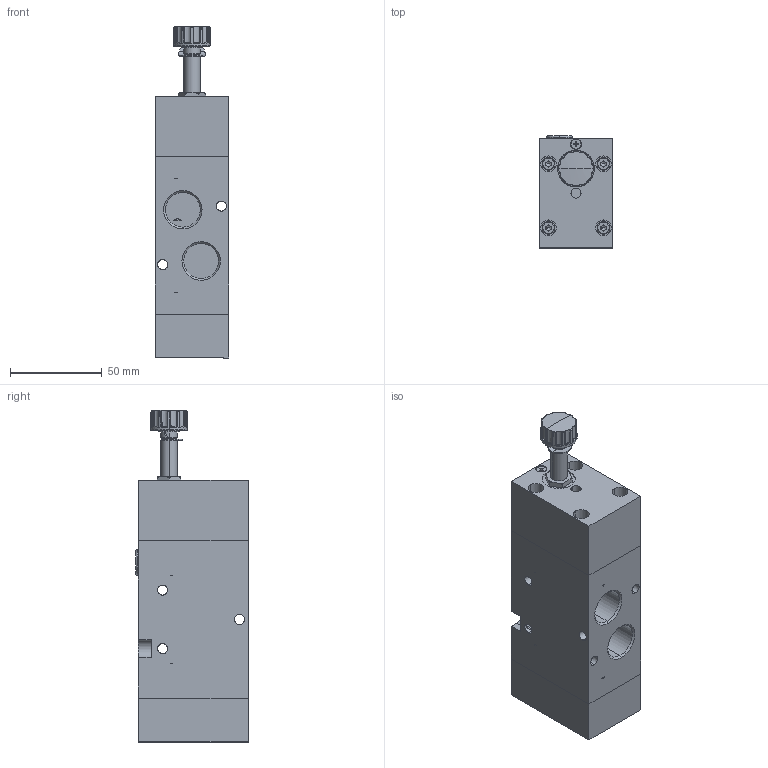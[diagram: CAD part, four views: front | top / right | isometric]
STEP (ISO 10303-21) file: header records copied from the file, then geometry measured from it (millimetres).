
FILE_DESCRIPTION (( 'STEP AP214' ), '1' );
FILE_NAME ('02_002_3.STEP', '2016-01-28T14:54:32', ( '' ), ( '' ), 'SwSTEP 2.0', 'SolidWorks 2016', '' );
FILE_SCHEMA (( 'AUTOMOTIVE_DESIGN' ));
Length unit declared in the file: millimetre
Products named in the file (1): 02_002_3
Bounding box: 40 x 61.5 x 181.4 mm (x, y, z)
Volume: 324492.7 mm3; surface area: 60899.5 mm2
Topology: 14 solids, 17 shells, 1653 faces, 4256 edges, 2668 vertices
Faces by surface type: cone 747, cylinder 479, plane 339, torus 68, sphere 16, bspline 4
Entity records: 55957 total; most frequent: CARTESIAN_POINT 10273, DIRECTION 9373, ORIENTED_EDGE 8430, EDGE_CURVE 4215, AXIS2_PLACEMENT_3D 3833, VERTEX_POINT 2653, CIRCLE 2183, EDGE_LOOP 1736
